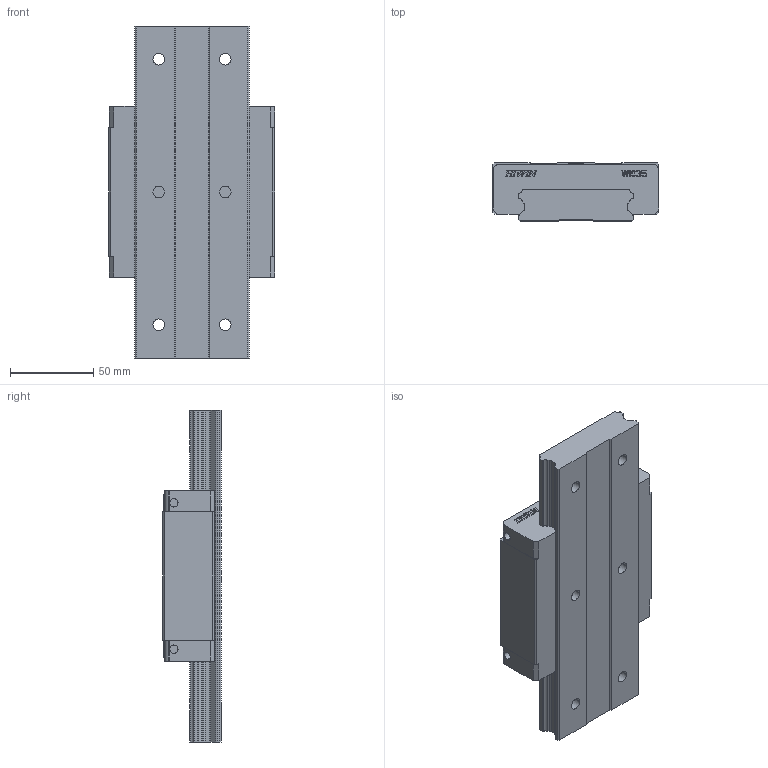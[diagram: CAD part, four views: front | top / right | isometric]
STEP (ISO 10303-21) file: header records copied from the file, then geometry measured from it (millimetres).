
FILE_DESCRIPTION((''),'2;1');
FILE_NAME('WEH35C_ASM_2_ASM','2009-04-22T',('brianyu'),(''),'PRO/ENGINEER BY PARAMETRIC TECHNOLOGY CORPORATION, 2004360','PRO/ENGINEER BY PARAMETRIC TECHNOLOGY CORPORATION, 2004360','');
FILE_SCHEMA(('CONFIG_CONTROL_DESIGN'));
Length unit declared in the file: millimetre
Products named in the file (3): WEH35CA_2_1; WER35_2_1; WEH35C_ASM_2_ASM
Assembly tree (2 placements, depth 2):
  WEH35C_ASM_2_ASM
    WEH35CA_2_1
    WER35_2_1
Bounding box: 100 x 35 x 200 mm (x, y, z)
Volume: 449644.1 mm3; surface area: 76870.6 mm2
Topology: 2 solids, 2 shells, 457 faces, 1290 edges, 860 vertices
Faces by surface type: plane 328, cylinder 129
Entity records: 14808 total; most frequent: CARTESIAN_POINT 2643, ORIENTED_EDGE 2564, DIRECTION 2456, EDGE_CURVE 1282, VECTOR 1012, LINE 1012, VERTEX_POINT 856, AXIS2_PLACEMENT_3D 722
